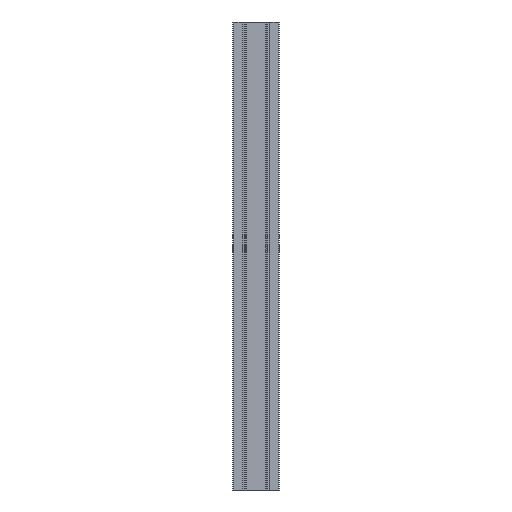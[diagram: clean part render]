
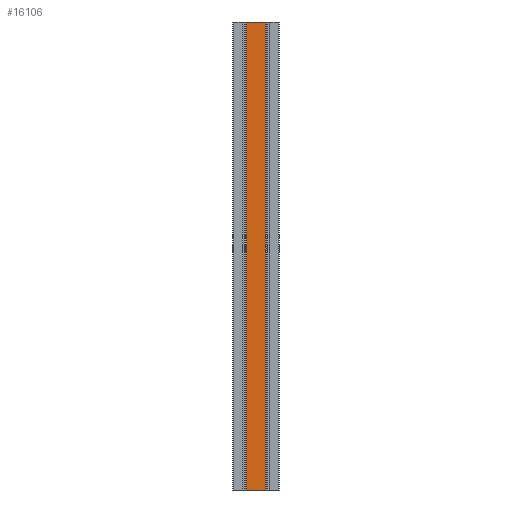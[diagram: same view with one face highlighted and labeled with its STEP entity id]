
A CAD part, left-side view. The second image highlights one B-rep face of the part: STEP entity #16106.
In plain terms, the highlighted planar face has unit normal (-1, 0, 0).
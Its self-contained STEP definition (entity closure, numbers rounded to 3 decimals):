
#105 = EDGE_CURVE ( 'NONE', #14128, #3621, #7153, .T. ) ;
#246 = CARTESIAN_POINT ( 'NONE',  ( -50., 0., 500. ) ) ;
#429 = LINE ( 'NONE', #14205, #5669 ) ;
#2948 = AXIS2_PLACEMENT_3D ( 'NONE', #246, #17164, #6532 ) ;
#3621 = VERTEX_POINT ( 'NONE', #7496 ) ;
#3922 = DIRECTION ( 'NONE',  ( 0., 1., 0. ) ) ;
#4258 = DIRECTION ( 'NONE',  ( 0., 1., 0. ) ) ;
#5669 = VECTOR ( 'NONE', #12587, 1000. ) ;
#5701 = DIRECTION ( 'NONE',  ( 0., 0., -1. ) ) ;
#6532 = DIRECTION ( 'NONE',  ( 0., 0., 1. ) ) ;
#6597 = VERTEX_POINT ( 'NONE', #6759 ) ;
#6759 = CARTESIAN_POINT ( 'NONE',  ( -50., -21., 500. ) ) ;
#7153 = LINE ( 'NONE', #16462, #13545 ) ;
#7496 = CARTESIAN_POINT ( 'NONE',  ( -50., 21., -500. ) ) ;
#8741 = EDGE_LOOP ( 'NONE', ( #17725, #15080, #14514, #19170 ) ) ;
#10559 = VECTOR ( 'NONE', #4258, 1000. ) ;
#10990 = FACE_OUTER_BOUND ( 'NONE', #8741, .T. ) ;
#11938 = LINE ( 'NONE', #18128, #10559 ) ;
#12408 = CARTESIAN_POINT ( 'NONE',  ( -50., -21., -500. ) ) ;
#12587 = DIRECTION ( 'NONE',  ( 0., 0., -1. ) ) ;
#13176 = VERTEX_POINT ( 'NONE', #18146 ) ;
#13545 = VECTOR ( 'NONE', #3922, 1000. ) ;
#13687 = CARTESIAN_POINT ( 'NONE',  ( -50., -21., 500. ) ) ;
#14122 = PLANE ( 'NONE',  #2948 ) ;
#14128 = VERTEX_POINT ( 'NONE', #12408 ) ;
#14205 = CARTESIAN_POINT ( 'NONE',  ( -50., 21., 500. ) ) ;
#14514 = ORIENTED_EDGE ( 'NONE', *, *, #19808, .T. ) ;
#15080 = ORIENTED_EDGE ( 'NONE', *, *, #19361, .F. ) ;
#16106 = ADVANCED_FACE ( 'NONE', ( #10990 ), #14122, .T. ) ;
#16462 = CARTESIAN_POINT ( 'NONE',  ( -50., 0., -500. ) ) ;
#17164 = DIRECTION ( 'NONE',  ( -1., 0., 0. ) ) ;
#17725 = ORIENTED_EDGE ( 'NONE', *, *, #105, .F. ) ;
#17981 = VECTOR ( 'NONE', #5701, 1000. ) ;
#18128 = CARTESIAN_POINT ( 'NONE',  ( -50., 0., 500. ) ) ;
#18146 = CARTESIAN_POINT ( 'NONE',  ( -50., 21., 500. ) ) ;
#18731 = EDGE_CURVE ( 'NONE', #13176, #3621, #429, .T. ) ;
#19170 = ORIENTED_EDGE ( 'NONE', *, *, #18731, .T. ) ;
#19361 = EDGE_CURVE ( 'NONE', #6597, #14128, #19776, .T. ) ;
#19776 = LINE ( 'NONE', #13687, #17981 ) ;
#19808 = EDGE_CURVE ( 'NONE', #6597, #13176, #11938, .T. ) ;
